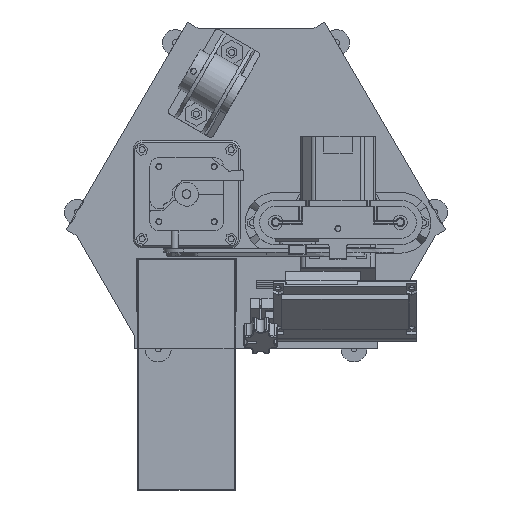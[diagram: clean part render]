
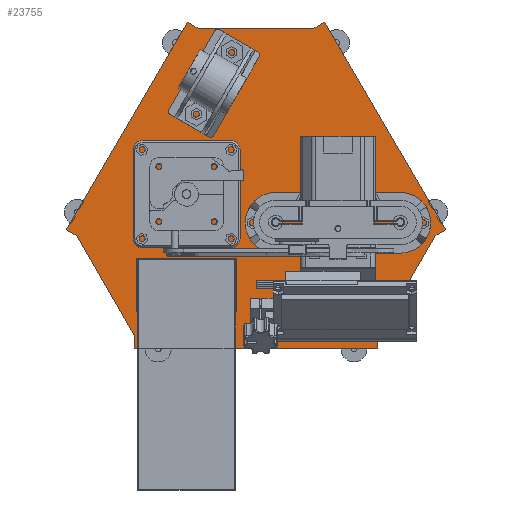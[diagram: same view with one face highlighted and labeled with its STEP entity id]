
A CAD part, top view. The second image highlights one B-rep face of the part: STEP entity #23755.
In plain terms, the highlighted planar face has unit normal (0, 0, 1).
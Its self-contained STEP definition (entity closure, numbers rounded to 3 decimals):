
#807=FACE_BOUND('',#3365,.T.);
#808=FACE_BOUND('',#3366,.T.);
#809=FACE_BOUND('',#3367,.T.);
#810=FACE_BOUND('',#3368,.T.);
#1117=PLANE('',#25440);
#1985=FACE_OUTER_BOUND('',#3364,.T.);
#3364=EDGE_LOOP('',(#16739,#16740,#16741,#16742,#16743,#16744,#16745,#16746,
#16747,#16748,#16749,#16750));
#3365=EDGE_LOOP('',(#16751));
#3366=EDGE_LOOP('',(#16752));
#3367=EDGE_LOOP('',(#16753));
#3368=EDGE_LOOP('',(#16754));
#5016=LINE('',#34236,#7485);
#5020=LINE('',#34244,#7489);
#5023=LINE('',#34250,#7492);
#5026=LINE('',#34256,#7495);
#5029=LINE('',#34262,#7498);
#5032=LINE('',#34268,#7501);
#5035=LINE('',#34274,#7504);
#5038=LINE('',#34280,#7507);
#5041=LINE('',#34286,#7510);
#5044=LINE('',#34292,#7513);
#5047=LINE('',#34298,#7516);
#5050=LINE('',#34303,#7519);
#7485=VECTOR('',#27701,10.);
#7489=VECTOR('',#27707,10.);
#7492=VECTOR('',#27712,10.);
#7495=VECTOR('',#27717,10.);
#7498=VECTOR('',#27722,10.);
#7501=VECTOR('',#27727,10.);
#7504=VECTOR('',#27732,10.);
#7507=VECTOR('',#27737,10.);
#7510=VECTOR('',#27742,10.);
#7513=VECTOR('',#27747,10.);
#7516=VECTOR('',#27752,10.);
#7519=VECTOR('',#27757,10.);
#9928=CIRCLE('',#25418,1.75);
#9930=CIRCLE('',#25421,1.75);
#9932=CIRCLE('',#25424,1.75);
#9934=CIRCLE('',#25427,1.75);
#10703=VERTEX_POINT('',#34212);
#10705=VERTEX_POINT('',#34218);
#10707=VERTEX_POINT('',#34224);
#10709=VERTEX_POINT('',#34230);
#10710=VERTEX_POINT('',#34234);
#10711=VERTEX_POINT('',#34235);
#10714=VERTEX_POINT('',#34243);
#10716=VERTEX_POINT('',#34249);
#10718=VERTEX_POINT('',#34255);
#10720=VERTEX_POINT('',#34261);
#10722=VERTEX_POINT('',#34267);
#10724=VERTEX_POINT('',#34273);
#10726=VERTEX_POINT('',#34279);
#10728=VERTEX_POINT('',#34285);
#10730=VERTEX_POINT('',#34291);
#10732=VERTEX_POINT('',#34297);
#13029=EDGE_CURVE('',#10703,#10703,#9928,.T.);
#13032=EDGE_CURVE('',#10705,#10705,#9930,.T.);
#13035=EDGE_CURVE('',#10707,#10707,#9932,.T.);
#13038=EDGE_CURVE('',#10709,#10709,#9934,.T.);
#13039=EDGE_CURVE('',#10710,#10711,#5016,.T.);
#13043=EDGE_CURVE('',#10711,#10714,#5020,.T.);
#13046=EDGE_CURVE('',#10714,#10716,#5023,.T.);
#13049=EDGE_CURVE('',#10716,#10718,#5026,.T.);
#13052=EDGE_CURVE('',#10718,#10720,#5029,.T.);
#13055=EDGE_CURVE('',#10722,#10720,#5032,.T.);
#13058=EDGE_CURVE('',#10724,#10722,#5035,.T.);
#13061=EDGE_CURVE('',#10726,#10724,#5038,.T.);
#13064=EDGE_CURVE('',#10728,#10726,#5041,.T.);
#13067=EDGE_CURVE('',#10730,#10728,#5044,.T.);
#13070=EDGE_CURVE('',#10732,#10730,#5047,.T.);
#13073=EDGE_CURVE('',#10732,#10710,#5050,.T.);
#16739=ORIENTED_EDGE('',*,*,#13073,.T.);
#16740=ORIENTED_EDGE('',*,*,#13039,.T.);
#16741=ORIENTED_EDGE('',*,*,#13043,.T.);
#16742=ORIENTED_EDGE('',*,*,#13046,.T.);
#16743=ORIENTED_EDGE('',*,*,#13049,.T.);
#16744=ORIENTED_EDGE('',*,*,#13052,.T.);
#16745=ORIENTED_EDGE('',*,*,#13055,.F.);
#16746=ORIENTED_EDGE('',*,*,#13058,.F.);
#16747=ORIENTED_EDGE('',*,*,#13061,.F.);
#16748=ORIENTED_EDGE('',*,*,#13064,.F.);
#16749=ORIENTED_EDGE('',*,*,#13067,.F.);
#16750=ORIENTED_EDGE('',*,*,#13070,.F.);
#16751=ORIENTED_EDGE('',*,*,#13038,.T.);
#16752=ORIENTED_EDGE('',*,*,#13035,.T.);
#16753=ORIENTED_EDGE('',*,*,#13032,.T.);
#16754=ORIENTED_EDGE('',*,*,#13029,.T.);
#23755=ADVANCED_FACE('',(#1985,#807,#808,#809,#810),#1117,.T.);
#25418=AXIS2_PLACEMENT_3D('',#34214,#27676,#27677);
#25421=AXIS2_PLACEMENT_3D('',#34220,#27683,#27684);
#25424=AXIS2_PLACEMENT_3D('',#34226,#27690,#27691);
#25427=AXIS2_PLACEMENT_3D('',#34232,#27697,#27698);
#25440=AXIS2_PLACEMENT_3D('',#34305,#27759,#27760);
#27676=DIRECTION('center_axis',(0.,0.,-1.));
#27677=DIRECTION('ref_axis',(1.,0.,0.));
#27683=DIRECTION('center_axis',(0.,0.,-1.));
#27684=DIRECTION('ref_axis',(1.,0.,0.));
#27690=DIRECTION('center_axis',(0.,0.,-1.));
#27691=DIRECTION('ref_axis',(1.,0.,0.));
#27697=DIRECTION('center_axis',(0.,0.,-1.));
#27698=DIRECTION('ref_axis',(1.,0.,0.));
#27701=DIRECTION('',(0.499,0.867,0.));
#27707=DIRECTION('',(0.864,0.503,0.));
#27712=DIRECTION('',(-0.503,0.864,0.));
#27717=DIRECTION('',(-0.864,-0.503,0.));
#27722=DIRECTION('',(-1.,0.,0.));
#27727=DIRECTION('',(0.864,-0.503,0.));
#27732=DIRECTION('',(0.503,0.864,0.));
#27737=DIRECTION('',(-0.864,0.503,0.));
#27742=DIRECTION('',(-0.499,0.867,0.));
#27747=DIRECTION('',(0.,1.,0.));
#27752=DIRECTION('',(-1.,0.,0.));
#27757=DIRECTION('',(0.,1.,0.));
#27759=DIRECTION('center_axis',(0.,0.,1.));
#27760=DIRECTION('ref_axis',(1.,0.,0.));
#34212=CARTESIAN_POINT('',(-60.25,22.5,0.));
#34214=CARTESIAN_POINT('Origin',(-58.5,22.5,0.));
#34218=CARTESIAN_POINT('',(56.75,22.5,0.));
#34220=CARTESIAN_POINT('Origin',(58.5,22.5,0.));
#34224=CARTESIAN_POINT('',(56.75,-22.5,0.));
#34226=CARTESIAN_POINT('Origin',(58.5,-22.5,0.));
#34230=CARTESIAN_POINT('',(-60.25,-22.5,0.));
#34232=CARTESIAN_POINT('Origin',(-58.5,-22.5,0.));
#34234=CARTESIAN_POINT('',(68.,-84.761,0.));
#34235=CARTESIAN_POINT('',(100.427,-28.427,0.));
#34236=CARTESIAN_POINT('',(68.,-84.761,0.));
#34243=CARTESIAN_POINT('',(106.476,-24.905,0.));
#34244=CARTESIAN_POINT('',(100.427,-28.427,0.));
#34249=CARTESIAN_POINT('',(38.549,91.761,0.));
#34250=CARTESIAN_POINT('',(106.476,-24.905,0.));
#34255=CARTESIAN_POINT('',(32.5,88.239,0.));
#34256=CARTESIAN_POINT('',(38.549,91.761,0.));
#34261=CARTESIAN_POINT('',(-32.5,88.239,0.));
#34262=CARTESIAN_POINT('',(32.5,88.239,0.));
#34267=CARTESIAN_POINT('',(-38.549,91.761,0.));
#34268=CARTESIAN_POINT('',(-38.549,91.761,0.));
#34273=CARTESIAN_POINT('',(-106.476,-24.905,0.));
#34274=CARTESIAN_POINT('',(-106.476,-24.905,0.));
#34279=CARTESIAN_POINT('',(-100.427,-28.427,0.));
#34280=CARTESIAN_POINT('',(-100.427,-28.427,0.));
#34285=CARTESIAN_POINT('',(-68.,-84.761,0.));
#34286=CARTESIAN_POINT('',(-68.,-84.761,0.));
#34291=CARTESIAN_POINT('',(-68.,-91.761,0.));
#34292=CARTESIAN_POINT('',(-68.,-91.761,0.));
#34297=CARTESIAN_POINT('',(68.,-91.761,0.));
#34298=CARTESIAN_POINT('',(106.476,-91.761,0.));
#34303=CARTESIAN_POINT('',(68.,-91.761,0.));
#34305=CARTESIAN_POINT('Origin',(0.,0.,0.));
